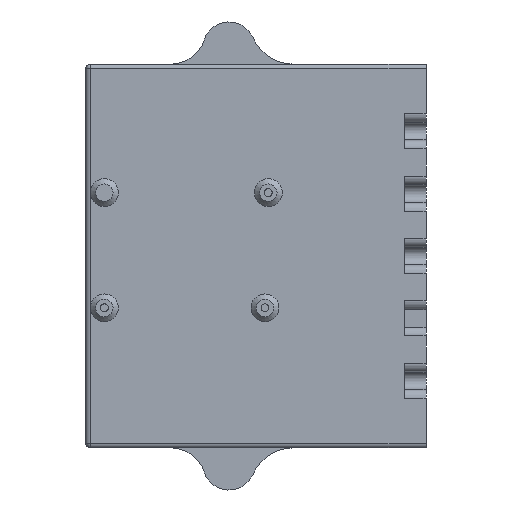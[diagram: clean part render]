
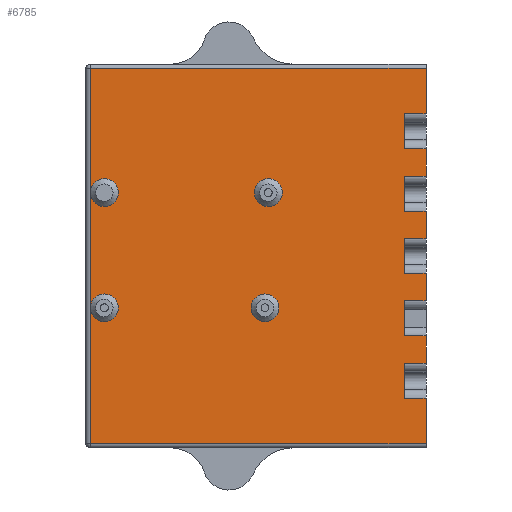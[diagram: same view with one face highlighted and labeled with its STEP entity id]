
A CAD part, left-side view. The second image highlights one B-rep face of the part: STEP entity #6785.
In plain terms, the highlighted planar face has unit normal (-1, 0, 0).
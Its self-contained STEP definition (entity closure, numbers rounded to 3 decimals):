
#33=FACE_BOUND('',#2562,.T.);
#34=FACE_BOUND('',#2563,.T.);
#35=FACE_BOUND('',#2564,.T.);
#36=FACE_BOUND('',#2565,.T.);
#120=PLANE('',#7258);
#317=CIRCLE('',#7256,3.2);
#319=CIRCLE('',#7259,3.2);
#320=CIRCLE('',#7260,3.2);
#321=CIRCLE('',#7261,3.2);
#894=LINE('',#11127,#1484);
#895=LINE('',#11129,#1485);
#896=LINE('',#11131,#1486);
#897=LINE('',#11133,#1487);
#898=LINE('',#11135,#1488);
#899=LINE('',#11137,#1489);
#900=LINE('',#11139,#1490);
#901=LINE('',#11141,#1491);
#902=LINE('',#11143,#1492);
#903=LINE('',#11145,#1493);
#904=LINE('',#11147,#1494);
#905=LINE('',#11149,#1495);
#906=LINE('',#11151,#1496);
#907=LINE('',#11153,#1497);
#908=LINE('',#11155,#1498);
#909=LINE('',#11157,#1499);
#910=LINE('',#11159,#1500);
#911=LINE('',#11161,#1501);
#912=LINE('',#11163,#1502);
#913=LINE('',#11165,#1503);
#914=LINE('',#11167,#1504);
#915=LINE('',#11169,#1505);
#916=LINE('',#11171,#1506);
#917=LINE('',#11172,#1507);
#1484=VECTOR('',#8445,10.);
#1485=VECTOR('',#8446,10.);
#1486=VECTOR('',#8447,10.);
#1487=VECTOR('',#8448,10.);
#1488=VECTOR('',#8449,10.);
#1489=VECTOR('',#8450,10.);
#1490=VECTOR('',#8451,10.);
#1491=VECTOR('',#8452,10.);
#1492=VECTOR('',#8453,10.);
#1493=VECTOR('',#8454,10.);
#1494=VECTOR('',#8455,10.);
#1495=VECTOR('',#8456,10.);
#1496=VECTOR('',#8457,10.);
#1497=VECTOR('',#8458,10.);
#1498=VECTOR('',#8459,10.);
#1499=VECTOR('',#8460,10.);
#1500=VECTOR('',#8461,10.);
#1501=VECTOR('',#8462,10.);
#1502=VECTOR('',#8463,10.);
#1503=VECTOR('',#8464,10.);
#1504=VECTOR('',#8465,10.);
#1505=VECTOR('',#8466,10.);
#1506=VECTOR('',#8467,10.);
#1507=VECTOR('',#8468,10.);
#2142=FACE_OUTER_BOUND('',#2561,.T.);
#2561=EDGE_LOOP('',(#5062,#5063,#5064,#5065,#5066,#5067,#5068,#5069,#5070,
#5071,#5072,#5073,#5074,#5075,#5076,#5077,#5078,#5079,#5080,#5081,#5082,
#5083,#5084,#5085));
#2562=EDGE_LOOP('',(#5086));
#2563=EDGE_LOOP('',(#5087));
#2564=EDGE_LOOP('',(#5088));
#2565=EDGE_LOOP('',(#5089));
#3118=VERTEX_POINT('',#11119);
#3120=VERTEX_POINT('',#11125);
#3121=VERTEX_POINT('',#11126);
#3122=VERTEX_POINT('',#11128);
#3123=VERTEX_POINT('',#11130);
#3124=VERTEX_POINT('',#11132);
#3125=VERTEX_POINT('',#11134);
#3126=VERTEX_POINT('',#11136);
#3127=VERTEX_POINT('',#11138);
#3128=VERTEX_POINT('',#11140);
#3129=VERTEX_POINT('',#11142);
#3130=VERTEX_POINT('',#11144);
#3131=VERTEX_POINT('',#11146);
#3132=VERTEX_POINT('',#11148);
#3133=VERTEX_POINT('',#11150);
#3134=VERTEX_POINT('',#11152);
#3135=VERTEX_POINT('',#11154);
#3136=VERTEX_POINT('',#11156);
#3137=VERTEX_POINT('',#11158);
#3138=VERTEX_POINT('',#11160);
#3139=VERTEX_POINT('',#11162);
#3140=VERTEX_POINT('',#11164);
#3141=VERTEX_POINT('',#11166);
#3142=VERTEX_POINT('',#11168);
#3143=VERTEX_POINT('',#11170);
#3144=VERTEX_POINT('',#11173);
#3145=VERTEX_POINT('',#11175);
#3146=VERTEX_POINT('',#11177);
#3840=EDGE_CURVE('',#3118,#3118,#317,.T.);
#3843=EDGE_CURVE('',#3120,#3121,#894,.T.);
#3844=EDGE_CURVE('',#3122,#3121,#895,.T.);
#3845=EDGE_CURVE('',#3122,#3123,#896,.T.);
#3846=EDGE_CURVE('',#3124,#3123,#897,.T.);
#3847=EDGE_CURVE('',#3124,#3125,#898,.T.);
#3848=EDGE_CURVE('',#3126,#3125,#899,.T.);
#3849=EDGE_CURVE('',#3126,#3127,#900,.T.);
#3850=EDGE_CURVE('',#3128,#3127,#901,.T.);
#3851=EDGE_CURVE('',#3128,#3129,#902,.T.);
#3852=EDGE_CURVE('',#3130,#3129,#903,.T.);
#3853=EDGE_CURVE('',#3130,#3131,#904,.T.);
#3854=EDGE_CURVE('',#3132,#3131,#905,.T.);
#3855=EDGE_CURVE('',#3132,#3133,#906,.T.);
#3856=EDGE_CURVE('',#3134,#3133,#907,.T.);
#3857=EDGE_CURVE('',#3134,#3135,#908,.T.);
#3858=EDGE_CURVE('',#3136,#3135,#909,.T.);
#3859=EDGE_CURVE('',#3136,#3137,#910,.T.);
#3860=EDGE_CURVE('',#3138,#3137,#911,.T.);
#3861=EDGE_CURVE('',#3138,#3139,#912,.T.);
#3862=EDGE_CURVE('',#3140,#3139,#913,.T.);
#3863=EDGE_CURVE('',#3141,#3140,#914,.T.);
#3864=EDGE_CURVE('',#3142,#3141,#915,.T.);
#3865=EDGE_CURVE('',#3142,#3143,#916,.T.);
#3866=EDGE_CURVE('',#3120,#3143,#917,.T.);
#3867=EDGE_CURVE('',#3144,#3144,#319,.T.);
#3868=EDGE_CURVE('',#3145,#3145,#320,.T.);
#3869=EDGE_CURVE('',#3146,#3146,#321,.T.);
#5062=ORIENTED_EDGE('',*,*,#3843,.T.);
#5063=ORIENTED_EDGE('',*,*,#3844,.F.);
#5064=ORIENTED_EDGE('',*,*,#3845,.T.);
#5065=ORIENTED_EDGE('',*,*,#3846,.F.);
#5066=ORIENTED_EDGE('',*,*,#3847,.T.);
#5067=ORIENTED_EDGE('',*,*,#3848,.F.);
#5068=ORIENTED_EDGE('',*,*,#3849,.T.);
#5069=ORIENTED_EDGE('',*,*,#3850,.F.);
#5070=ORIENTED_EDGE('',*,*,#3851,.T.);
#5071=ORIENTED_EDGE('',*,*,#3852,.F.);
#5072=ORIENTED_EDGE('',*,*,#3853,.T.);
#5073=ORIENTED_EDGE('',*,*,#3854,.F.);
#5074=ORIENTED_EDGE('',*,*,#3855,.T.);
#5075=ORIENTED_EDGE('',*,*,#3856,.F.);
#5076=ORIENTED_EDGE('',*,*,#3857,.T.);
#5077=ORIENTED_EDGE('',*,*,#3858,.F.);
#5078=ORIENTED_EDGE('',*,*,#3859,.T.);
#5079=ORIENTED_EDGE('',*,*,#3860,.F.);
#5080=ORIENTED_EDGE('',*,*,#3861,.T.);
#5081=ORIENTED_EDGE('',*,*,#3862,.F.);
#5082=ORIENTED_EDGE('',*,*,#3863,.F.);
#5083=ORIENTED_EDGE('',*,*,#3864,.F.);
#5084=ORIENTED_EDGE('',*,*,#3865,.T.);
#5085=ORIENTED_EDGE('',*,*,#3866,.F.);
#5086=ORIENTED_EDGE('',*,*,#3867,.F.);
#5087=ORIENTED_EDGE('',*,*,#3868,.F.);
#5088=ORIENTED_EDGE('',*,*,#3869,.F.);
#5089=ORIENTED_EDGE('',*,*,#3840,.F.);
#6785=ADVANCED_FACE('',(#2142,#33,#34,#35,#36),#120,.T.);
#7256=AXIS2_PLACEMENT_3D('',#11120,#8438,#8439);
#7258=AXIS2_PLACEMENT_3D('',#11124,#8443,#8444);
#7259=AXIS2_PLACEMENT_3D('',#11174,#8469,#8470);
#7260=AXIS2_PLACEMENT_3D('',#11176,#8471,#8472);
#7261=AXIS2_PLACEMENT_3D('',#11178,#8473,#8474);
#8438=DIRECTION('center_axis',(-1.,0.,0.));
#8439=DIRECTION('ref_axis',(0.,0.,1.));
#8443=DIRECTION('center_axis',(-1.,0.,0.));
#8444=DIRECTION('ref_axis',(0.,0.,1.));
#8445=DIRECTION('',(0.,0.,1.));
#8446=DIRECTION('',(0.,1.,0.));
#8447=DIRECTION('',(0.,0.,1.));
#8448=DIRECTION('',(0.,-1.,0.));
#8449=DIRECTION('',(0.,0.,1.));
#8450=DIRECTION('',(0.,1.,0.));
#8451=DIRECTION('',(0.,0.,1.));
#8452=DIRECTION('',(0.,-1.,0.));
#8453=DIRECTION('',(0.,0.,1.));
#8454=DIRECTION('',(0.,1.,0.));
#8455=DIRECTION('',(0.,0.,1.));
#8456=DIRECTION('',(0.,-1.,0.));
#8457=DIRECTION('',(0.,0.,1.));
#8458=DIRECTION('',(0.,1.,0.));
#8459=DIRECTION('',(0.,0.,1.));
#8460=DIRECTION('',(0.,-1.,0.));
#8461=DIRECTION('',(0.,0.,1.));
#8462=DIRECTION('',(0.,1.,0.));
#8463=DIRECTION('',(0.,0.,1.));
#8464=DIRECTION('',(0.,-1.,0.));
#8465=DIRECTION('',(0.,0.,1.));
#8466=DIRECTION('',(0.,1.,0.));
#8467=DIRECTION('',(0.,0.,1.));
#8468=DIRECTION('',(0.,-1.,0.));
#8469=DIRECTION('center_axis',(-1.,0.,0.));
#8470=DIRECTION('ref_axis',(0.,0.,1.));
#8471=DIRECTION('center_axis',(-1.,0.,0.));
#8472=DIRECTION('ref_axis',(0.,0.,1.));
#8473=DIRECTION('center_axis',(-1.,0.,0.));
#8474=DIRECTION('ref_axis',(0.,0.,1.));
#11119=CARTESIAN_POINT('',(-76.65,36.178,11.324));
#11120=CARTESIAN_POINT('Origin',(-76.65,36.178,14.524));
#11124=CARTESIAN_POINT('Origin',(-76.65,0.,-44.));
#11125=CARTESIAN_POINT('',(-76.65,5.,-32.6));
#11126=CARTESIAN_POINT('',(-76.65,5.,-24.6));
#11127=CARTESIAN_POINT('',(-76.65,5.,-36.3));
#11128=CARTESIAN_POINT('',(-76.65,0.,-24.6));
#11129=CARTESIAN_POINT('',(-76.65,0.,-24.6));
#11130=CARTESIAN_POINT('',(-76.65,0.,-18.3));
#11131=CARTESIAN_POINT('',(-76.65,0.,-44.));
#11132=CARTESIAN_POINT('',(-76.65,5.,-18.3));
#11133=CARTESIAN_POINT('',(-76.65,0.,-18.3));
#11134=CARTESIAN_POINT('',(-76.65,5.,-10.3));
#11135=CARTESIAN_POINT('',(-76.65,5.,-29.15));
#11136=CARTESIAN_POINT('',(-76.65,0.,-10.3));
#11137=CARTESIAN_POINT('',(-76.65,0.,-10.3));
#11138=CARTESIAN_POINT('',(-76.65,0.,-4.));
#11139=CARTESIAN_POINT('',(-76.65,0.,-44.));
#11140=CARTESIAN_POINT('',(-76.65,5.,-4.));
#11141=CARTESIAN_POINT('',(-76.65,0.,-4.));
#11142=CARTESIAN_POINT('',(-76.65,5.,4.));
#11143=CARTESIAN_POINT('',(-76.65,5.,-22.));
#11144=CARTESIAN_POINT('',(-76.65,0.,4.));
#11145=CARTESIAN_POINT('',(-76.65,0.,4.));
#11146=CARTESIAN_POINT('',(-76.65,0.,10.3));
#11147=CARTESIAN_POINT('',(-76.65,0.,-44.));
#11148=CARTESIAN_POINT('',(-76.65,5.,10.3));
#11149=CARTESIAN_POINT('',(-76.65,0.,10.3));
#11150=CARTESIAN_POINT('',(-76.65,5.,18.3));
#11151=CARTESIAN_POINT('',(-76.65,5.,-14.85));
#11152=CARTESIAN_POINT('',(-76.65,0.,18.3));
#11153=CARTESIAN_POINT('',(-76.65,0.,18.3));
#11154=CARTESIAN_POINT('',(-76.65,0.,24.6));
#11155=CARTESIAN_POINT('',(-76.65,0.,-44.));
#11156=CARTESIAN_POINT('',(-76.65,5.,24.6));
#11157=CARTESIAN_POINT('',(-76.65,0.,24.6));
#11158=CARTESIAN_POINT('',(-76.65,5.,32.6));
#11159=CARTESIAN_POINT('',(-76.65,5.,-7.7));
#11160=CARTESIAN_POINT('',(-76.65,0.,32.6));
#11161=CARTESIAN_POINT('',(-76.65,0.,32.6));
#11162=CARTESIAN_POINT('',(-76.65,0.,43.));
#11163=CARTESIAN_POINT('',(-76.65,0.,-44.));
#11164=CARTESIAN_POINT('',(-76.65,77.,43.));
#11165=CARTESIAN_POINT('',(-76.65,0.,43.));
#11166=CARTESIAN_POINT('',(-76.65,77.,-43.));
#11167=CARTESIAN_POINT('',(-76.65,77.,-22.));
#11168=CARTESIAN_POINT('',(-76.65,0.,-43.));
#11169=CARTESIAN_POINT('',(-76.65,0.,-43.));
#11170=CARTESIAN_POINT('',(-76.65,0.,-32.6));
#11171=CARTESIAN_POINT('',(-76.65,0.,-44.));
#11172=CARTESIAN_POINT('',(-76.65,0.,-32.6));
#11173=CARTESIAN_POINT('',(-76.65,36.94,-15.092));
#11174=CARTESIAN_POINT('Origin',(-76.65,36.94,-11.892));
#11175=CARTESIAN_POINT('',(-76.65,73.77,-15.092));
#11176=CARTESIAN_POINT('Origin',(-76.65,73.77,-11.892));
#11177=CARTESIAN_POINT('',(-76.65,73.77,11.324));
#11178=CARTESIAN_POINT('Origin',(-76.65,73.77,14.524));
